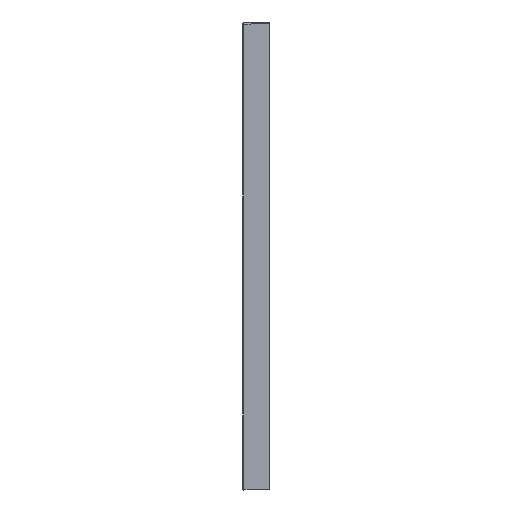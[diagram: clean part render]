
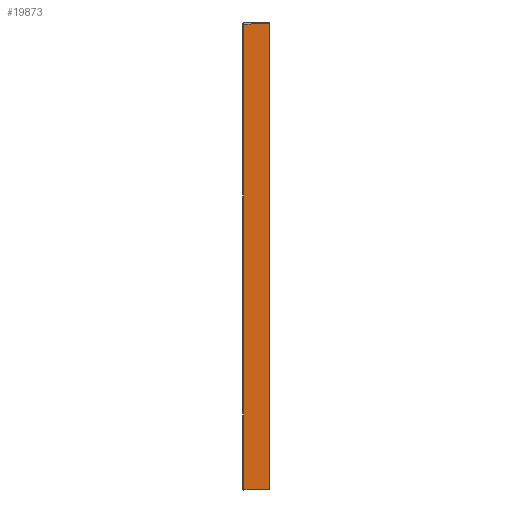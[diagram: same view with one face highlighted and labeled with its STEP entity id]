
A CAD part, left-side view. The second image highlights one B-rep face of the part: STEP entity #19873.
In plain terms, the highlighted planar face has unit normal (-0.999, 0.035, 0).
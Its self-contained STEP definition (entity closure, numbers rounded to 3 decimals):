
#417=DIRECTION('',(-0.035,-0.999,0.));
#418=VECTOR('',#417,38.038);
#419=CARTESIAN_POINT('',(-598.673,-1.986,
-262.5));
#420=LINE('',#419,#418);
#772=CARTESIAN_POINT('',(-600.,-40.,435.501));
#774=CARTESIAN_POINT('',(-598.673,-1.986,
-252.5));
#775=CARTESIAN_POINT('',(-598.673,-1.986,
-221.007));
#776=CARTESIAN_POINT('',(-598.672,-1.97,
-158.131));
#777=CARTESIAN_POINT('',(-598.671,-1.933,
-61.464));
#778=CARTESIAN_POINT('',(-598.67,-1.924,3.709));
#779=CARTESIAN_POINT('',(-598.671,-1.93,37.5));
#781=DIRECTION('',(0.,0.,1.));
#782=VECTOR('',#781,290.);
#783=CARTESIAN_POINT('',(-598.671,-1.93,37.5));
#784=LINE('',#783,#782);
#785=DIRECTION('',(-0.035,-0.999,0.035));
#786=VECTOR('',#785,38.115);
#787=CARTESIAN_POINT('',(-598.671,-1.932,434.172));
#788=LINE('',#787,#786);
#789=DIRECTION('',(0.,0.,-1.));
#790=VECTOR('',#789,698.001);
#791=CARTESIAN_POINT('',(-600.,-40.,435.501));
#792=LINE('',#791,#790);
#793=DIRECTION('',(0.,0.,-1.));
#794=VECTOR('',#793,10.);
#795=CARTESIAN_POINT('',(-598.673,-1.986,
-252.5));
#796=LINE('',#795,#794);
#1036=CARTESIAN_POINT('',(-598.671,-1.932,
434.172));
#1037=CARTESIAN_POINT('',(-598.671,-1.938,
422.374));
#1038=CARTESIAN_POINT('',(-598.671,-1.95,
398.741));
#1039=CARTESIAN_POINT('',(-598.672,-1.968,
363.184));
#1040=CARTESIAN_POINT('',(-598.672,-1.98,
339.407));
#1041=CARTESIAN_POINT('',(-598.673,-1.986,
327.5));
#17447=CARTESIAN_POINT('',(-600.,-40.,-262.5));
#17448=VERTEX_POINT('',#17447);
#18691=CARTESIAN_POINT('',(-598.671,-1.932,
434.172));
#18692=VERTEX_POINT('',#18691);
#18693=VERTEX_POINT('',#772);
#18694=CARTESIAN_POINT('',(-598.673,-1.986,
-262.5));
#18695=VERTEX_POINT('',#18694);
#18696=CARTESIAN_POINT('',(-598.673,-1.986,
-252.5));
#18697=VERTEX_POINT('',#18696);
#18698=VERTEX_POINT('',#779);
#18699=CARTESIAN_POINT('',(-598.673,-1.986,
327.5));
#18700=VERTEX_POINT('',#18699);
#19855=CARTESIAN_POINT('',(-599.335,-20.964,
86.501));
#19856=DIRECTION('',(0.999,-0.035,0.));
#19857=DIRECTION('',(0.035,0.999,0.));
#19858=AXIS2_PLACEMENT_3D('',#19855,#19856,#19857);
#19859=PLANE('',#19858);
#19860=ORIENTED_EDGE('',*,*,#19240,.F.);
#19862=ORIENTED_EDGE('',*,*,#19861,.F.);
#19864=ORIENTED_EDGE('',*,*,#19863,.T.);
#19866=ORIENTED_EDGE('',*,*,#19865,.T.);
#19868=ORIENTED_EDGE('',*,*,#19867,.F.);
#19869=ORIENTED_EDGE('',*,*,#19848,.T.);
#19870=ORIENTED_EDGE('',*,*,#19115,.T.);
#19871=EDGE_LOOP('',(#19860,#19862,#19864,#19866,#19868,#19869,#19870));
#19872=FACE_OUTER_BOUND('',#19871,.F.);
#19873=ADVANCED_FACE('',(#19872),#19859,.F.);
#780=B_SPLINE_CURVE_WITH_KNOTS('',3,(#774,#775,#776,#777,#778,#779),
.UNSPECIFIED.,.F.,.F.,(4,1,1,4),(0.,0.326,0.65,1.),
.UNSPECIFIED.);
#1042=B_SPLINE_CURVE_WITH_KNOTS('',3,(#1036,#1037,#1038,#1039,#1040,#1041),
.UNSPECIFIED.,.F.,.F.,(4,1,1,4),(0.,0.333,0.667,1.),
.UNSPECIFIED.);
#19115=EDGE_CURVE('',#18693,#17448,#792,.T.);
#19240=EDGE_CURVE('',#18695,#17448,#420,.T.);
#19848=EDGE_CURVE('',#18692,#18693,#788,.T.);
#19861=EDGE_CURVE('',#18697,#18695,#796,.T.);
#19863=EDGE_CURVE('',#18697,#18698,#780,.T.);
#19865=EDGE_CURVE('',#18698,#18700,#784,.T.);
#19867=EDGE_CURVE('',#18692,#18700,#1042,.T.);
